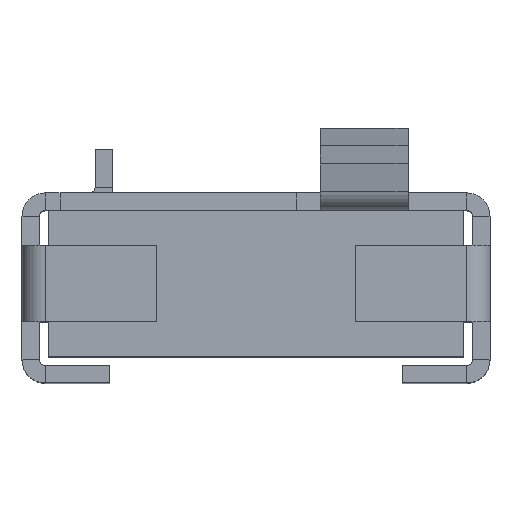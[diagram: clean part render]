
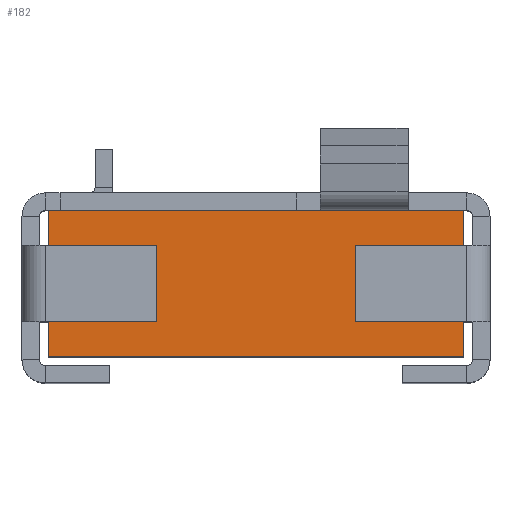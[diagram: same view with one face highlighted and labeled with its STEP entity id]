
A CAD part, top view. The second image highlights one B-rep face of the part: STEP entity #182.
In plain terms, the highlighted planar face has unit normal (0, 0, 1).
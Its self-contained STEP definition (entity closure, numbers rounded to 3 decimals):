
#2=DIRECTION('',(1.,0.,0.));
#3=VECTOR('',#2,14.2);
#4=CARTESIAN_POINT('',(-7.1,0.,5.5));
#5=LINE('',#4,#3);
#18=DIRECTION('',(0.,1.,0.));
#19=VECTOR('',#18,5.);
#20=CARTESIAN_POINT('',(-7.1,0.,5.5));
#21=LINE('',#20,#19);
#30=DIRECTION('',(0.,1.,0.));
#31=VECTOR('',#30,5.);
#32=CARTESIAN_POINT('',(7.1,0.,5.5));
#33=LINE('',#32,#31);
#34=DIRECTION('',(1.,0.,0.));
#35=VECTOR('',#34,14.2);
#36=CARTESIAN_POINT('',(-7.1,5.,5.5));
#37=LINE('',#36,#35);
#114=CARTESIAN_POINT('',(-7.1,0.,5.5));
#115=CARTESIAN_POINT('',(7.1,0.,5.5));
#116=VERTEX_POINT('',#114);
#117=VERTEX_POINT('',#115);
#122=CARTESIAN_POINT('',(-7.1,5.,5.5));
#123=CARTESIAN_POINT('',(7.1,5.,5.5));
#124=VERTEX_POINT('',#122);
#125=VERTEX_POINT('',#123);
#168=CARTESIAN_POINT('',(-7.1,0.,5.5));
#169=DIRECTION('',(0.,0.,1.));
#170=DIRECTION('',(1.,0.,0.));
#171=AXIS2_PLACEMENT_3D('',#168,#169,#170);
#172=PLANE('',#171);
#173=ORIENTED_EDGE('',*,*,#151,.F.);
#175=ORIENTED_EDGE('',*,*,#174,.T.);
#177=ORIENTED_EDGE('',*,*,#176,.T.);
#179=ORIENTED_EDGE('',*,*,#178,.F.);
#180=EDGE_LOOP('',(#173,#175,#177,#179));
#181=FACE_OUTER_BOUND('',#180,.F.);
#151=EDGE_CURVE('',#116,#117,#5,.T.);
#174=EDGE_CURVE('',#116,#124,#21,.T.);
#176=EDGE_CURVE('',#124,#125,#37,.T.);
#178=EDGE_CURVE('',#117,#125,#33,.T.);
#182=ADVANCED_FACE('',(#181),#172,.T.);
